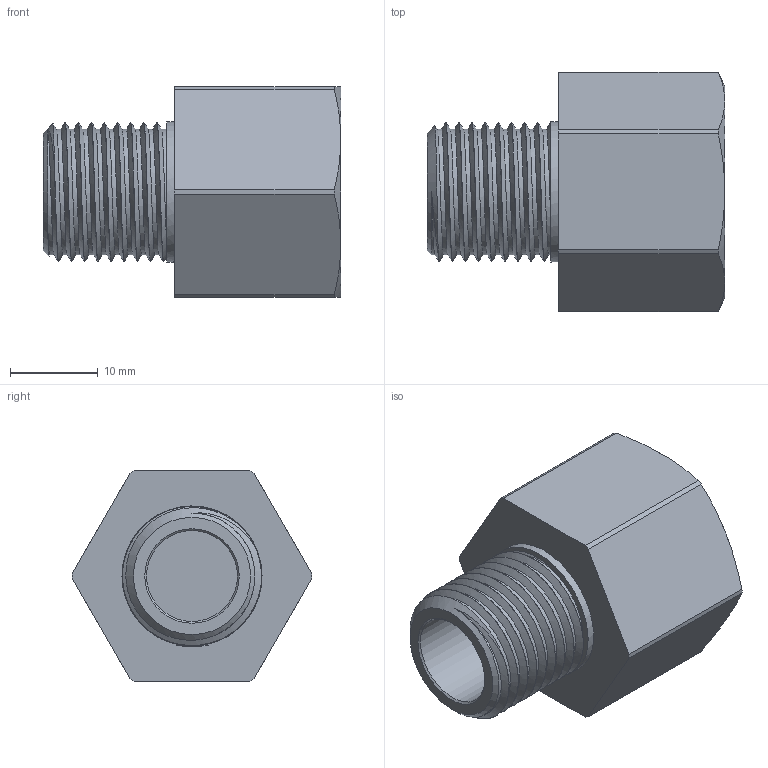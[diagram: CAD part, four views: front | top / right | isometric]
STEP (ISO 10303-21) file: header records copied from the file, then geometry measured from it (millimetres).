
FILE_DESCRIPTION(/* description */ ('Adapter Metall Ex M16x1,5 / NPT 3/8"'),/* implementation_level */ '2;1');
FILE_NAME(/* name */ 'RX744199-RST.stp',/* time_stamp */ '2021-08-26T10:33:33+02:00',/* author */ ('sl'),/* organization */ (''),/* preprocessor_version */ 'ST-DEVELOPER v16.5',/* originating_system */ 'Autodesk Inventor 2017',/* authorisation */ '');
FILE_SCHEMA (('AUTOMOTIVE_DESIGN { 1 0 10303 214 3 1 1 }'));
Length unit declared in the file: millimetre
Products named in the file (1): RX744194
Bounding box: 34 x 27.4 x 24 mm (x, y, z)
Volume: 7451.8 mm3; surface area: 7203 mm2
Topology: 2 solids, 2 shells, 46 faces, 104 edges, 65 vertices
Faces by surface type: plane 15, cone 12, cylinder 11, bspline 8
Full cylindrical faces by diameter (mm): 10.4 x1, 13.385 x1, 16 x1
Entity records: 5755 total; most frequent: CARTESIAN_POINT 4827, ORIENTED_EDGE 186, DIRECTION 170, EDGE_CURVE 92, AXIS2_PLACEMENT_3D 74, VERTEX_POINT 61, EDGE_LOOP 57, FACE_OUTER_BOUND 44
